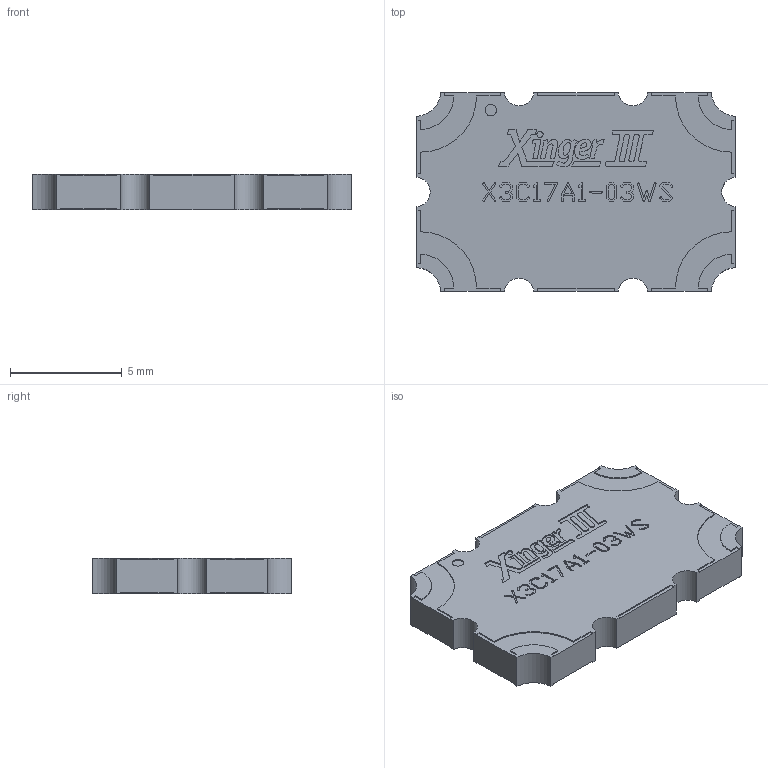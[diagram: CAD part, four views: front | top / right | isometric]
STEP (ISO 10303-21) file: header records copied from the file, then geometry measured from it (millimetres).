
FILE_DESCRIPTION (( 'STEP AP203' ), '1' );
FILE_NAME ('X3C17A1-03WS.STEP', '2025-05-06T11:36:18', ( '' ), ( '' ), 'SwSTEP 2.0', 'SolidWorks 2023', '' );
FILE_SCHEMA (( 'CONFIG_CONTROL_DESIGN' ));
Length unit declared in the file: inch
Products named in the file (1): X3C17A1-03WS
Bounding box: 14.22 x 8.89 x 1.6 mm (x, y, z)
Volume: 188.8 mm3; surface area: 322.8 mm2
Topology: 1 solids, 1 shells, 948 faces, 2751 edges, 1834 vertices
Faces by surface type: plane 809, cylinder 139
Entity records: 30932 total; most frequent: CARTESIAN_POINT 5534, ORIENTED_EDGE 5502, DIRECTION 4927, EDGE_CURVE 2751, VECTOR 2473, LINE 2473, VERTEX_POINT 1834, AXIS2_PLACEMENT_3D 1227
